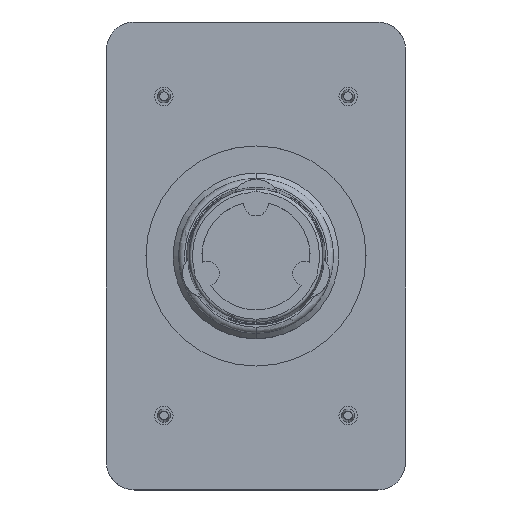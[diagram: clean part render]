
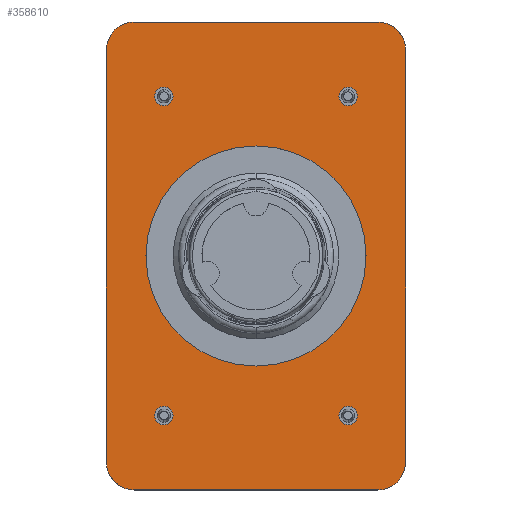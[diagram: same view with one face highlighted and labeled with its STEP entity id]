
A CAD part, top view. The second image highlights one B-rep face of the part: STEP entity #358610.
In plain terms, the highlighted face is planar.
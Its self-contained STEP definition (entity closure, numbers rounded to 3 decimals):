
#356740=CARTESIAN_POINT('',(28.448,0.,
-11.811));
#356750=VERTEX_POINT('',#356740);
#356830=CARTESIAN_POINT('',(-28.448,0.,
-11.811));
#356840=VERTEX_POINT('',#356830);
#356870=CARTESIAN_POINT('',(0.,0.,
-11.811));
#356880=DIRECTION('',(0.,0.,-1.));
#356890=DIRECTION('',(-1.,0.,0.));
#356900=AXIS2_PLACEMENT_3D('',#356870,#356880,#356890);
#356910=CIRCLE('',#356900,28.448);
#356920=EDGE_CURVE('',#356750,#356840,#356910,.T.);
#356970=CARTESIAN_POINT('',(0.,0.,
-11.811));
#356980=DIRECTION('',(0.,0.,-1.));
#356990=DIRECTION('',(-1.,0.,0.));
#357000=AXIS2_PLACEMENT_3D('',#356970,#356980,#356990);
#357010=PLANE('',#357000);
#357020=CARTESIAN_POINT('',(-31.441,60.49,-11.811)
);
#357030=CARTESIAN_POINT('',(-32.389,60.49,-11.811)
);
#357040=CARTESIAN_POINT('',(-33.329,60.307,
-11.811));
#357050=CARTESIAN_POINT('',(-35.084,59.586,
-11.811));
#357060=CARTESIAN_POINT('',(-35.882,59.055,
-11.811));
#357070=CARTESIAN_POINT('',(-37.224,57.714,
-11.811));
#357080=CARTESIAN_POINT('',(-37.755,56.915,
-11.811));
#357090=CARTESIAN_POINT('',(-38.475,55.16,
-11.811));
#357100=CARTESIAN_POINT('',(-38.659,54.221,-11.811)
);
#357110=CARTESIAN_POINT('',(-38.659,53.272,-11.811)
);
#357120=B_SPLINE_CURVE_WITH_KNOTS('',3,(#357020,#357030,#357040,#357050,
#357060,#357070,#357080,#357090,#357100,#357110),.UNSPECIFIED.,.F.,.F.,(
4,2,2,2,4),(0.,1.,2.,3.,4.),.UNSPECIFIED.);
#357130=CARTESIAN_POINT('',(-31.441,60.49,-11.811)
);
#357140=VERTEX_POINT('',#357130);
#357150=CARTESIAN_POINT('',(-38.659,53.272,-11.811)
);
#357160=VERTEX_POINT('',#357150);
#357170=EDGE_CURVE('',#357140,#357160,#357120,.T.);
#357180=ORIENTED_EDGE('',*,*,#357170,.F.);
#357190=CARTESIAN_POINT('',(-38.659,0.,
-11.811));
#357200=DIRECTION('',(0.,1.,0.));
#357210=VECTOR('',#357200,1.);
#357220=LINE('',#357190,#357210);
#357230=CARTESIAN_POINT('',(-38.659,-53.272,-11.811
));
#357240=VERTEX_POINT('',#357230);
#357250=EDGE_CURVE('',#357240,#357160,#357220,.T.);
#357260=ORIENTED_EDGE('',*,*,#357250,.T.);
#357270=CARTESIAN_POINT('',(-38.659,-53.272,-11.811
));
#357280=CARTESIAN_POINT('',(-38.659,-54.221,-11.811
));
#357290=CARTESIAN_POINT('',(-38.475,-55.16,
-11.811));
#357300=CARTESIAN_POINT('',(-37.755,-56.915,
-11.811));
#357310=CARTESIAN_POINT('',(-37.224,-57.714,
-11.811));
#357320=CARTESIAN_POINT('',(-35.882,-59.055,
-11.811));
#357330=CARTESIAN_POINT('',(-35.084,-59.586,
-11.811));
#357340=CARTESIAN_POINT('',(-33.329,-60.307,
-11.811));
#357350=CARTESIAN_POINT('',(-32.389,-60.49,-11.811
));
#357360=CARTESIAN_POINT('',(-31.441,-60.49,-11.811
));
#357370=B_SPLINE_CURVE_WITH_KNOTS('',3,(#357270,#357280,#357290,#357300,
#357310,#357320,#357330,#357340,#357350,#357360),.UNSPECIFIED.,.F.,.F.,(
4,2,2,2,4),(0.,1.,2.,3.,4.),.UNSPECIFIED.);
#357380=CARTESIAN_POINT('',(-31.441,-60.49,-11.811
));
#357390=VERTEX_POINT('',#357380);
#357400=EDGE_CURVE('',#357240,#357390,#357370,.T.);
#357410=ORIENTED_EDGE('',*,*,#357400,.F.);
#357420=CARTESIAN_POINT('',(0.,-60.49,
-11.811));
#357430=DIRECTION('',(-1.,0.,0.));
#357440=VECTOR('',#357430,1.);
#357450=LINE('',#357420,#357440);
#357460=CARTESIAN_POINT('',(31.441,-60.49,-11.811)
);
#357470=VERTEX_POINT('',#357460);
#357480=EDGE_CURVE('',#357470,#357390,#357450,.T.);
#357490=ORIENTED_EDGE('',*,*,#357480,.T.);
#357500=CARTESIAN_POINT('',(31.441,-60.49,-11.811)
);
#357510=CARTESIAN_POINT('',(32.389,-60.49,-11.811)
);
#357520=CARTESIAN_POINT('',(33.329,-60.307,
-11.811));
#357530=CARTESIAN_POINT('',(35.084,-59.586,
-11.811));
#357540=CARTESIAN_POINT('',(35.882,-59.055,
-11.811));
#357550=CARTESIAN_POINT('',(37.224,-57.714,
-11.811));
#357560=CARTESIAN_POINT('',(37.755,-56.915,
-11.811));
#357570=CARTESIAN_POINT('',(38.475,-55.16,
-11.811));
#357580=CARTESIAN_POINT('',(38.659,-54.221,-11.811)
);
#357590=CARTESIAN_POINT('',(38.659,-53.272,-11.811)
);
#357600=B_SPLINE_CURVE_WITH_KNOTS('',3,(#357500,#357510,#357520,#357530,
#357540,#357550,#357560,#357570,#357580,#357590),.UNSPECIFIED.,.F.,.F.,(
4,2,2,2,4),(0.,1.,2.,3.,4.),.UNSPECIFIED.);
#357610=CARTESIAN_POINT('',(38.659,-53.272,-11.811)
);
#357620=VERTEX_POINT('',#357610);
#357630=EDGE_CURVE('',#357470,#357620,#357600,.T.);
#357640=ORIENTED_EDGE('',*,*,#357630,.F.);
#357650=CARTESIAN_POINT('',(38.659,0.,
-11.811));
#357660=DIRECTION('',(0.,-1.,0.));
#357670=VECTOR('',#357660,1.);
#357680=LINE('',#357650,#357670);
#357690=CARTESIAN_POINT('',(38.659,53.272,-11.811))
;
#357700=VERTEX_POINT('',#357690);
#357710=EDGE_CURVE('',#357700,#357620,#357680,.T.);
#357720=ORIENTED_EDGE('',*,*,#357710,.T.);
#357730=CARTESIAN_POINT('',(38.659,53.272,-11.811))
;
#357740=CARTESIAN_POINT('',(38.659,54.221,-11.811))
;
#357750=CARTESIAN_POINT('',(38.475,55.16,
-11.811));
#357760=CARTESIAN_POINT('',(37.755,56.915,
-11.811));
#357770=CARTESIAN_POINT('',(37.224,57.714,
-11.811));
#357780=CARTESIAN_POINT('',(35.882,59.055,
-11.811));
#357790=CARTESIAN_POINT('',(35.084,59.586,
-11.811));
#357800=CARTESIAN_POINT('',(33.329,60.307,
-11.811));
#357810=CARTESIAN_POINT('',(32.389,60.49,-11.811))
;
#357820=CARTESIAN_POINT('',(31.441,60.49,-11.811))
;
#357830=B_SPLINE_CURVE_WITH_KNOTS('',3,(#357730,#357740,#357750,#357760,
#357770,#357780,#357790,#357800,#357810,#357820),.UNSPECIFIED.,.F.,.F.,(
4,2,2,2,4),(0.,1.,2.,3.,4.),.UNSPECIFIED.);
#357840=CARTESIAN_POINT('',(31.441,60.49,-11.811))
;
#357850=VERTEX_POINT('',#357840);
#357860=EDGE_CURVE('',#357700,#357850,#357830,.T.);
#357870=ORIENTED_EDGE('',*,*,#357860,.F.);
#357880=CARTESIAN_POINT('',(0.,60.49,
-11.811));
#357890=DIRECTION('',(1.,0.,0.));
#357900=VECTOR('',#357890,1.);
#357910=LINE('',#357880,#357900);
#357920=EDGE_CURVE('',#357140,#357850,#357910,.T.);
#357930=ORIENTED_EDGE('',*,*,#357920,.T.);
#357940=EDGE_LOOP('',(#357930,#357870,#357720,#357640,#357490,#357410,
#357260,#357180));
#357950=FACE_OUTER_BOUND('',#357940,.T.);
#357960=CARTESIAN_POINT('',(-23.813,-41.275,-11.811));
#357970=DIRECTION('',(0.,0.,-1.));
#357980=DIRECTION('',(-1.,0.,0.));
#357990=AXIS2_PLACEMENT_3D('',#357960,#357970,#357980);
#358000=CIRCLE('',#357990,2.388);
#358010=CARTESIAN_POINT('',(-26.2,-41.275,-11.811));
#358020=VERTEX_POINT('',#358010);
#358030=CARTESIAN_POINT('',(-21.425,-41.275,-11.811));
#358040=VERTEX_POINT('',#358030);
#358050=EDGE_CURVE('',#358020,#358040,#358000,.T.);
#358060=ORIENTED_EDGE('',*,*,#358050,.F.);
#358070=EDGE_CURVE('',#358040,#358020,#358000,.T.);
#358080=ORIENTED_EDGE('',*,*,#358070,.F.);
#358090=EDGE_LOOP('',(#358080,#358060));
#358100=FACE_BOUND('',#358090,.T.);
#358110=CARTESIAN_POINT('',(23.813,-41.275,-11.811));
#358120=DIRECTION('',(0.,0.,-1.));
#358130=DIRECTION('',(-1.,0.,0.));
#358140=AXIS2_PLACEMENT_3D('',#358110,#358120,#358130);
#358150=CIRCLE('',#358140,2.388);
#358160=CARTESIAN_POINT('',(21.425,-41.275,-11.811));
#358170=VERTEX_POINT('',#358160);
#358180=CARTESIAN_POINT('',(26.2,-41.275,-11.811));
#358190=VERTEX_POINT('',#358180);
#358200=EDGE_CURVE('',#358170,#358190,#358150,.T.);
#358210=ORIENTED_EDGE('',*,*,#358200,.F.);
#358220=EDGE_CURVE('',#358190,#358170,#358150,.T.);
#358230=ORIENTED_EDGE('',*,*,#358220,.F.);
#358240=EDGE_LOOP('',(#358230,#358210));
#358250=FACE_BOUND('',#358240,.T.);
#358260=CARTESIAN_POINT('',(-23.813,41.275,-11.811));
#358270=DIRECTION('',(0.,0.,-1.));
#358280=DIRECTION('',(-1.,0.,0.));
#358290=AXIS2_PLACEMENT_3D('',#358260,#358270,#358280);
#358300=CIRCLE('',#358290,2.388);
#358310=CARTESIAN_POINT('',(-26.2,41.275,-11.811));
#358320=VERTEX_POINT('',#358310);
#358330=CARTESIAN_POINT('',(-21.425,41.275,-11.811));
#358340=VERTEX_POINT('',#358330);
#358350=EDGE_CURVE('',#358320,#358340,#358300,.T.);
#358360=ORIENTED_EDGE('',*,*,#358350,.F.);
#358370=EDGE_CURVE('',#358340,#358320,#358300,.T.);
#358380=ORIENTED_EDGE('',*,*,#358370,.F.);
#358390=EDGE_LOOP('',(#358380,#358360));
#358400=FACE_BOUND('',#358390,.T.);
#358410=CARTESIAN_POINT('',(23.813,41.275,-11.811));
#358420=DIRECTION('',(0.,0.,-1.));
#358430=DIRECTION('',(-1.,0.,0.));
#358440=AXIS2_PLACEMENT_3D('',#358410,#358420,#358430);
#358450=CIRCLE('',#358440,2.388);
#358460=CARTESIAN_POINT('',(21.425,41.275,-11.811));
#358470=VERTEX_POINT('',#358460);
#358480=CARTESIAN_POINT('',(26.2,41.275,-11.811));
#358490=VERTEX_POINT('',#358480);
#358500=EDGE_CURVE('',#358470,#358490,#358450,.T.);
#358510=ORIENTED_EDGE('',*,*,#358500,.F.);
#358520=EDGE_CURVE('',#358490,#358470,#358450,.T.);
#358530=ORIENTED_EDGE('',*,*,#358520,.F.);
#358540=EDGE_LOOP('',(#358530,#358510));
#358550=FACE_BOUND('',#358540,.T.);
#358560=EDGE_CURVE('',#356840,#356750,#356910,.T.);
#358570=ORIENTED_EDGE('',*,*,#358560,.F.);
#358580=ORIENTED_EDGE('',*,*,#356920,.F.);
#358590=EDGE_LOOP('',(#358580,#358570));
#358600=FACE_BOUND('',#358590,.T.);
#358610=ADVANCED_FACE('',(#357950,#358100,#358250,#358400,#358550,
#358600),#357010,.T.);
